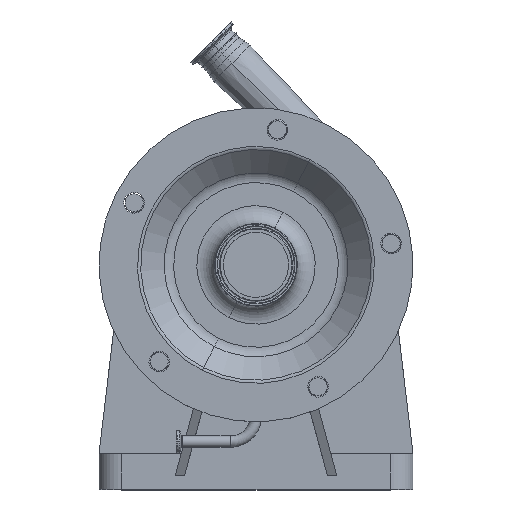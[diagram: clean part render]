
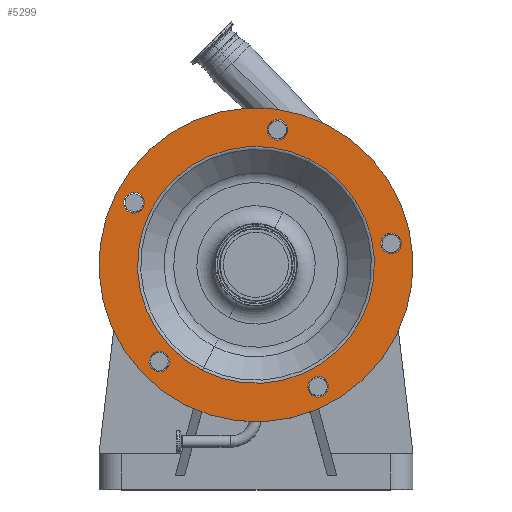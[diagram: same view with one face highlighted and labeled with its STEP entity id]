
A CAD part, top view. The second image highlights one B-rep face of the part: STEP entity #5299.
In plain terms, the highlighted planar face has unit normal (0, 0, 1).
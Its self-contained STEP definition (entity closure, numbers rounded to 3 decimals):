
#112 = DIRECTION ( 'NONE',  ( 0., 0., 1. ) ) ;
#135 = AXIS2_PLACEMENT_3D ( 'NONE', #4861, #12017, #1661 ) ;
#404 = DIRECTION ( 'NONE',  ( 0., 0., -1. ) ) ;
#620 = DIRECTION ( 'NONE',  ( 0., 0., 1. ) ) ;
#732 = CIRCLE ( 'NONE', #4602, 11.5 ) ;
#868 = CARTESIAN_POINT ( 'NONE',  ( 0., 0., 289.5 ) ) ;
#887 = FACE_BOUND ( 'NONE', #12404, .T. ) ;
#1093 = AXIS2_PLACEMENT_3D ( 'NONE', #868, #404, #9401 ) ;
#1233 = ORIENTED_EDGE ( 'NONE', *, *, #3818, .T. ) ;
#1329 = CIRCLE ( 'NONE', #1093, 175. ) ;
#1365 = CARTESIAN_POINT ( 'NONE',  ( -130.658, 79.48, 289.5 ) ) ;
#1443 = DIRECTION ( 'NONE',  ( 0.454, 0.891, 0. ) ) ;
#1446 = CARTESIAN_POINT ( 'NONE',  ( 0., 0., 289.5 ) ) ;
#1472 = EDGE_LOOP ( 'NONE', ( #1233, #5657 ) ) ;
#1661 = DIRECTION ( 'NONE',  ( 0.454, 0.891, 0. ) ) ;
#1680 = VERTEX_POINT ( 'NONE', #1365 ) ;
#1860 = DIRECTION ( 'NONE',  ( 0., 0., 1. ) ) ;
#1928 = AXIS2_PLACEMENT_3D ( 'NONE', #11451, #2310, #5861 ) ;
#1934 = ORIENTED_EDGE ( 'NONE', *, *, #6330, .F. ) ;
#2081 = VERTEX_POINT ( 'NONE', #13847 ) ;
#2310 = DIRECTION ( 'NONE',  ( 0., 0., -1. ) ) ;
#2447 = ORIENTED_EDGE ( 'NONE', *, *, #3343, .F. ) ;
#2572 = EDGE_LOOP ( 'NONE', ( #1934, #9140 ) ) ;
#2729 = DIRECTION ( 'NONE',  ( -0.454, -0.891, 0. ) ) ;
#2876 = VERTEX_POINT ( 'NONE', #10351 ) ;
#2890 = VERTEX_POINT ( 'NONE', #10137 ) ;
#2943 = DIRECTION ( 'NONE',  ( 0.454, 0.891, 0. ) ) ;
#2946 = FACE_BOUND ( 'NONE', #6466, .T. ) ;
#3029 = CIRCLE ( 'NONE', #13641, 11.5 ) ;
#3343 = EDGE_CURVE ( 'NONE', #8441, #4317, #1329, .T. ) ;
#3511 = DIRECTION ( 'NONE',  ( 0.454, 0.891, 0. ) ) ;
#3607 = VERTEX_POINT ( 'NONE', #9236 ) ;
#3766 = EDGE_CURVE ( 'NONE', #3607, #2081, #6173, .T. ) ;
#3818 = EDGE_CURVE ( 'NONE', #10032, #10661, #4992, .T. ) ;
#3846 = DIRECTION ( 'NONE',  ( -0.454, -0.891, 0. ) ) ;
#3866 = CARTESIAN_POINT ( 'NONE',  ( 0., 0., 289.5 ) ) ;
#4011 = CARTESIAN_POINT ( 'NONE',  ( 0., 0., 289.5 ) ) ;
#4205 = AXIS2_PLACEMENT_3D ( 'NONE', #10594, #11798, #1443 ) ;
#4317 = VERTEX_POINT ( 'NONE', #6397 ) ;
#4602 = AXIS2_PLACEMENT_3D ( 'NONE', #7150, #112, #3511 ) ;
#4861 = CARTESIAN_POINT ( 'NONE',  ( 150.622, 23.856, 289.5 ) ) ;
#4897 = CIRCLE ( 'NONE', #12370, 11.5 ) ;
#4926 = ORIENTED_EDGE ( 'NONE', *, *, #9279, .F. ) ;
#4992 = CIRCLE ( 'NONE', #5236, 132.071 ) ;
#5114 = CARTESIAN_POINT ( 'NONE',  ( 59.959, 117.676, 289.5 ) ) ;
#5144 = VERTEX_POINT ( 'NONE', #9890 ) ;
#5234 = VERTEX_POINT ( 'NONE', #6421 ) ;
#5236 = AXIS2_PLACEMENT_3D ( 'NONE', #3866, #10899, #2729 ) ;
#5287 = DIRECTION ( 'NONE',  ( 0.454, 0.891, 0. ) ) ;
#5299 = ADVANCED_FACE ( 'NONE', ( #887, #2946, #9816, #5504, #10111, #12671, #10259 ), #10480, .F. ) ;
#5376 = DIRECTION ( 'NONE',  ( 0.454, 0.891, 0. ) ) ;
#5504 = FACE_BOUND ( 'NONE', #2572, .T. ) ;
#5516 = DIRECTION ( 'NONE',  ( 0., 0., 1. ) ) ;
#5585 = AXIS2_PLACEMENT_3D ( 'NONE', #14385, #8654, #12266 ) ;
#5657 = ORIENTED_EDGE ( 'NONE', *, *, #10381, .T. ) ;
#5861 = DIRECTION ( 'NONE',  ( -0.454, -0.891, 0. ) ) ;
#5871 = CIRCLE ( 'NONE', #14813, 11.5 ) ;
#5979 = VERTEX_POINT ( 'NONE', #10234 ) ;
#6140 = DIRECTION ( 'NONE',  ( 0., 0., -1. ) ) ;
#6173 = CIRCLE ( 'NONE', #135, 11.5 ) ;
#6230 = EDGE_CURVE ( 'NONE', #2890, #8051, #7083, .T. ) ;
#6330 = EDGE_CURVE ( 'NONE', #2876, #5979, #5871, .T. ) ;
#6367 = CARTESIAN_POINT ( 'NONE',  ( 23.856, 150.622, 289.5 ) ) ;
#6397 = CARTESIAN_POINT ( 'NONE',  ( -79.448, -155.926, 289.5 ) ) ;
#6421 = CARTESIAN_POINT ( 'NONE',  ( 64.013, -146.125, 289.5 ) ) ;
#6466 = EDGE_LOOP ( 'NONE', ( #10559, #4926 ) ) ;
#7083 = CIRCLE ( 'NONE', #4205, 11.5 ) ;
#7129 = DIRECTION ( 'NONE',  ( -0.454, -0.891, 0. ) ) ;
#7150 = CARTESIAN_POINT ( 'NONE',  ( -107.834, -107.834, 289.5 ) ) ;
#7260 = AXIS2_PLACEMENT_3D ( 'NONE', #1446, #6140, #7129 ) ;
#7288 = ORIENTED_EDGE ( 'NONE', *, *, #6230, .F. ) ;
#7336 = DIRECTION ( 'NONE',  ( 0.454, 0.891, 0. ) ) ;
#7415 = EDGE_CURVE ( 'NONE', #1680, #5144, #14307, .T. ) ;
#7430 = DIRECTION ( 'NONE',  ( 0.454, 0.891, 0. ) ) ;
#7432 = EDGE_CURVE ( 'NONE', #5979, #2876, #4897, .T. ) ;
#7543 = ORIENTED_EDGE ( 'NONE', *, *, #13470, .F. ) ;
#7564 = CARTESIAN_POINT ( 'NONE',  ( 23.856, 150.622, 289.5 ) ) ;
#7905 = EDGE_CURVE ( 'NONE', #2081, #3607, #14687, .T. ) ;
#8051 = VERTEX_POINT ( 'NONE', #9912 ) ;
#8441 = VERTEX_POINT ( 'NONE', #11238 ) ;
#8545 = CARTESIAN_POINT ( 'NONE',  ( -135.878, 69.234, 289.5 ) ) ;
#8654 = DIRECTION ( 'NONE',  ( 0., 0., 1. ) ) ;
#8805 = ORIENTED_EDGE ( 'NONE', *, *, #14501, .F. ) ;
#8820 = EDGE_CURVE ( 'NONE', #11616, #5234, #12340, .T. ) ;
#8985 = EDGE_LOOP ( 'NONE', ( #11087, #9691 ) ) ;
#9140 = ORIENTED_EDGE ( 'NONE', *, *, #7432, .F. ) ;
#9236 = CARTESIAN_POINT ( 'NONE',  ( 155.843, 34.103, 289.5 ) ) ;
#9279 = EDGE_CURVE ( 'NONE', #5234, #11616, #12241, .T. ) ;
#9401 = DIRECTION ( 'NONE',  ( -0.454, -0.891, 0. ) ) ;
#9598 = CARTESIAN_POINT ( 'NONE',  ( -135.878, 69.234, 289.5 ) ) ;
#9691 = ORIENTED_EDGE ( 'NONE', *, *, #11480, .F. ) ;
#9816 = FACE_BOUND ( 'NONE', #13471, .T. ) ;
#9819 = CARTESIAN_POINT ( 'NONE',  ( 74.454, -125.632, 289.5 ) ) ;
#9890 = CARTESIAN_POINT ( 'NONE',  ( -141.099, 58.987, 289.5 ) ) ;
#9912 = CARTESIAN_POINT ( 'NONE',  ( -113.055, -118.08, 289.5 ) ) ;
#9993 = CIRCLE ( 'NONE', #10474, 132.071 ) ;
#10032 = VERTEX_POINT ( 'NONE', #12468 ) ;
#10111 = FACE_BOUND ( 'NONE', #1472, .T. ) ;
#10124 = CARTESIAN_POINT ( 'NONE',  ( 69.234, -135.878, 289.5 ) ) ;
#10137 = CARTESIAN_POINT ( 'NONE',  ( -102.613, -97.587, 289.5 ) ) ;
#10234 = CARTESIAN_POINT ( 'NONE',  ( 18.635, 140.376, 289.5 ) ) ;
#10259 = FACE_BOUND ( 'NONE', #8985, .T. ) ;
#10351 = CARTESIAN_POINT ( 'NONE',  ( 29.077, 160.869, 289.5 ) ) ;
#10381 = EDGE_CURVE ( 'NONE', #10661, #10032, #9993, .T. ) ;
#10474 = AXIS2_PLACEMENT_3D ( 'NONE', #4011, #11701, #3846 ) ;
#10480 = PLANE ( 'NONE',  #1928 ) ;
#10559 = ORIENTED_EDGE ( 'NONE', *, *, #8820, .F. ) ;
#10594 = CARTESIAN_POINT ( 'NONE',  ( -107.834, -107.834, 289.5 ) ) ;
#10659 = EDGE_LOOP ( 'NONE', ( #8805, #2447 ) ) ;
#10661 = VERTEX_POINT ( 'NONE', #5114 ) ;
#10899 = DIRECTION ( 'NONE',  ( 0., 0., -1. ) ) ;
#10907 = DIRECTION ( 'NONE',  ( 0.454, 0.891, 0. ) ) ;
#11027 = DIRECTION ( 'NONE',  ( 0., 0., 1. ) ) ;
#11087 = ORIENTED_EDGE ( 'NONE', *, *, #7415, .F. ) ;
#11238 = CARTESIAN_POINT ( 'NONE',  ( 79.448, 155.926, 289.5 ) ) ;
#11316 = ORIENTED_EDGE ( 'NONE', *, *, #3766, .F. ) ;
#11451 = CARTESIAN_POINT ( 'NONE',  ( -155.926, 79.448, 289.5 ) ) ;
#11480 = EDGE_CURVE ( 'NONE', #5144, #1680, #3029, .T. ) ;
#11616 = VERTEX_POINT ( 'NONE', #9819 ) ;
#11701 = DIRECTION ( 'NONE',  ( 0., 0., -1. ) ) ;
#11798 = DIRECTION ( 'NONE',  ( 0., 0., 1. ) ) ;
#12017 = DIRECTION ( 'NONE',  ( 0., 0., 1. ) ) ;
#12133 = AXIS2_PLACEMENT_3D ( 'NONE', #8545, #1860, #2943 ) ;
#12241 = CIRCLE ( 'NONE', #14170, 11.5 ) ;
#12266 = DIRECTION ( 'NONE',  ( 0.454, 0.891, 0. ) ) ;
#12340 = CIRCLE ( 'NONE', #5585, 11.5 ) ;
#12370 = AXIS2_PLACEMENT_3D ( 'NONE', #7564, #11027, #5287 ) ;
#12404 = EDGE_LOOP ( 'NONE', ( #7288, #7543 ) ) ;
#12468 = CARTESIAN_POINT ( 'NONE',  ( -59.959, -117.676, 289.5 ) ) ;
#12671 = FACE_OUTER_BOUND ( 'NONE', #10659, .T. ) ;
#13089 = DIRECTION ( 'NONE',  ( 0., 0., 1. ) ) ;
#13331 = CARTESIAN_POINT ( 'NONE',  ( 150.622, 23.856, 289.5 ) ) ;
#13404 = DIRECTION ( 'NONE',  ( 0., 0., 1. ) ) ;
#13470 = EDGE_CURVE ( 'NONE', #8051, #2890, #732, .T. ) ;
#13471 = EDGE_LOOP ( 'NONE', ( #11316, #13485 ) ) ;
#13485 = ORIENTED_EDGE ( 'NONE', *, *, #7905, .F. ) ;
#13641 = AXIS2_PLACEMENT_3D ( 'NONE', #9598, #13089, #7336 ) ;
#13732 = AXIS2_PLACEMENT_3D ( 'NONE', #13331, #13404, #7430 ) ;
#13847 = CARTESIAN_POINT ( 'NONE',  ( 145.402, 13.61, 289.5 ) ) ;
#14170 = AXIS2_PLACEMENT_3D ( 'NONE', #10124, #5516, #5376 ) ;
#14307 = CIRCLE ( 'NONE', #12133, 11.5 ) ;
#14385 = CARTESIAN_POINT ( 'NONE',  ( 69.234, -135.878, 289.5 ) ) ;
#14501 = EDGE_CURVE ( 'NONE', #4317, #8441, #14719, .T. ) ;
#14687 = CIRCLE ( 'NONE', #13732, 11.5 ) ;
#14719 = CIRCLE ( 'NONE', #7260, 175. ) ;
#14813 = AXIS2_PLACEMENT_3D ( 'NONE', #6367, #620, #10907 ) ;
